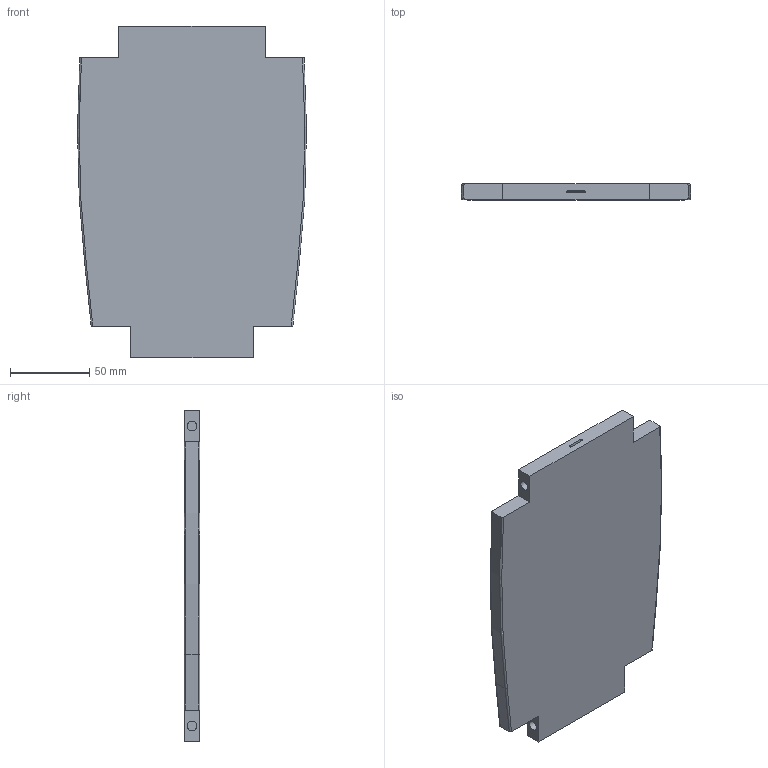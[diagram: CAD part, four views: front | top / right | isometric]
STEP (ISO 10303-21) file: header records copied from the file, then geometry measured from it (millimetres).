
FILE_DESCRIPTION(/* description */ (''),/* implementation_level */ '2;1');
FILE_NAME(/* name */ 'bridge.stp',/* time_stamp */ '2023-07-04T23:09:16-07:00',/* author */ ('devan'),/* organization */ (''),/* preprocessor_version */ 'ST-DEVELOPER v19.2',/* originating_system */ 'Autodesk Inventor 2024',/* authorisation */ '');
FILE_SCHEMA (('AUTOMOTIVE_DESIGN { 1 0 10303 214 3 1 1 }'));
Length unit declared in the file: millimetre
Products named in the file (1): Part1
Bounding box: 144.34 x 10 x 209 mm (x, y, z)
Volume: 264311.7 mm3; surface area: 66773.3 mm2
Topology: 1 solids, 1 shells, 36 faces, 86 edges, 56 vertices
Faces by surface type: plane 20, cylinder 12, torus 4
Full cylindrical faces by diameter (mm): 6 x4
Entity records: 1253 total; most frequent: CARTESIAN_POINT 359, DIRECTION 176, ORIENTED_EDGE 172, EDGE_CURVE 86, AXIS2_PLACEMENT_3D 61, VERTEX_POINT 56, LINE 54, VECTOR 54
